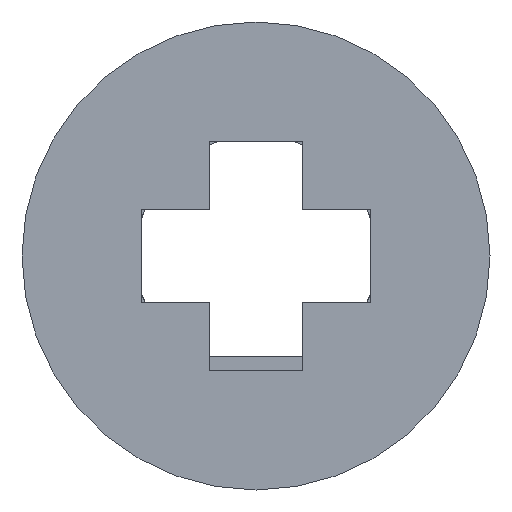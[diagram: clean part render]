
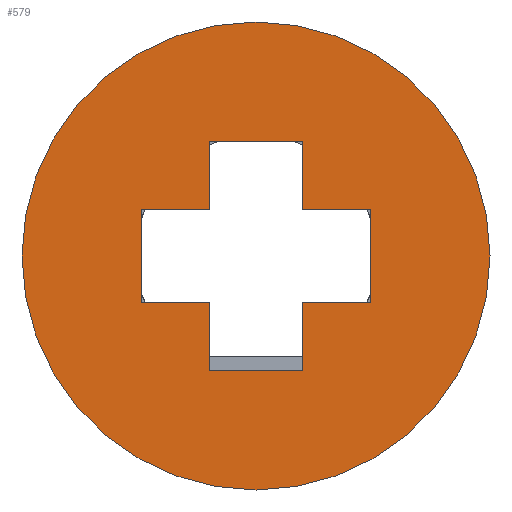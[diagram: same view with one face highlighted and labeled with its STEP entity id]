
A CAD part, front view. The second image highlights one B-rep face of the part: STEP entity #579.
In plain terms, the highlighted planar face has unit normal (0, -1, 0).
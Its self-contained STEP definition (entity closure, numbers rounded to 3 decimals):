
#18 = EDGE_LOOP ( 'NONE', ( #1005, #574 ) ) ;
#20 = CARTESIAN_POINT ( 'NONE',  ( -2.45, -13., 1. ) ) ;
#30 = EDGE_CURVE ( 'NONE', #420, #404, #158, .T. ) ;
#32 = EDGE_CURVE ( 'NONE', #632, #666, #567, .T. ) ;
#36 = DIRECTION ( 'NONE',  ( -1., 0., 0. ) ) ;
#41 = CARTESIAN_POINT ( 'NONE',  ( -1., -13., 2.45 ) ) ;
#53 = CARTESIAN_POINT ( 'NONE',  ( 1., -13., -2.45 ) ) ;
#54 = AXIS2_PLACEMENT_3D ( 'NONE', #147, #238, #786 ) ;
#55 = VECTOR ( 'NONE', #984, 1000. ) ;
#56 = VERTEX_POINT ( 'NONE', #332 ) ;
#74 = CARTESIAN_POINT ( 'NONE',  ( -2.45, -13., -1. ) ) ;
#88 = ORIENTED_EDGE ( 'NONE', *, *, #32, .F. ) ;
#89 = CARTESIAN_POINT ( 'NONE',  ( -2.45, -13., 1. ) ) ;
#97 = DIRECTION ( 'NONE',  ( 0., 0., -1. ) ) ;
#106 = CIRCLE ( 'NONE', #821, 5. ) ;
#114 = VECTOR ( 'NONE', #156, 1000. ) ;
#115 = VERTEX_POINT ( 'NONE', #356 ) ;
#134 = VERTEX_POINT ( 'NONE', #177 ) ;
#137 = FACE_BOUND ( 'NONE', #551, .T. ) ;
#147 = CARTESIAN_POINT ( 'NONE',  ( 0., -13., 0. ) ) ;
#148 = CARTESIAN_POINT ( 'NONE',  ( 1., -13., -1. ) ) ;
#153 = DIRECTION ( 'NONE',  ( 1., 0., 0. ) ) ;
#156 = DIRECTION ( 'NONE',  ( 0., 0., 1. ) ) ;
#158 = LINE ( 'NONE', #938, #716 ) ;
#163 = EDGE_CURVE ( 'NONE', #404, #56, #876, .T. ) ;
#173 = DIRECTION ( 'NONE',  ( -1., 0., 0. ) ) ;
#177 = CARTESIAN_POINT ( 'NONE',  ( 2.45, -13., -1. ) ) ;
#186 = VECTOR ( 'NONE', #1022, 1000. ) ;
#192 = CARTESIAN_POINT ( 'NONE',  ( -2.45, -13., -1. ) ) ;
#200 = DIRECTION ( 'NONE',  ( 0., 0., -1. ) ) ;
#203 = CARTESIAN_POINT ( 'NONE',  ( -1., -13., 2.45 ) ) ;
#234 = VECTOR ( 'NONE', #648, 1000. ) ;
#238 = DIRECTION ( 'NONE',  ( 0., 1., 0. ) ) ;
#244 = EDGE_CURVE ( 'NONE', #666, #115, #477, .T. ) ;
#246 = DIRECTION ( 'NONE',  ( 1., 0., 0. ) ) ;
#248 = LINE ( 'NONE', #89, #346 ) ;
#256 = CARTESIAN_POINT ( 'NONE',  ( 0., -13., -5. ) ) ;
#284 = ORIENTED_EDGE ( 'NONE', *, *, #30, .F. ) ;
#291 = CARTESIAN_POINT ( 'NONE',  ( 0., -13., 5. ) ) ;
#298 = DIRECTION ( 'NONE',  ( -1., 0., 0. ) ) ;
#301 = CARTESIAN_POINT ( 'NONE',  ( -2.45, -13., 1. ) ) ;
#309 = VERTEX_POINT ( 'NONE', #937 ) ;
#332 = CARTESIAN_POINT ( 'NONE',  ( 1., -13., -1. ) ) ;
#333 = VERTEX_POINT ( 'NONE', #20 ) ;
#336 = VECTOR ( 'NONE', #541, 1000. ) ;
#346 = VECTOR ( 'NONE', #97, 1000. ) ;
#350 = CARTESIAN_POINT ( 'NONE',  ( -1., -13., -1. ) ) ;
#355 = CARTESIAN_POINT ( 'NONE',  ( 0., -13., 0. ) ) ;
#356 = CARTESIAN_POINT ( 'NONE',  ( 1., -13., 2.45 ) ) ;
#367 = DIRECTION ( 'NONE',  ( 0., 0., 1. ) ) ;
#370 = ORIENTED_EDGE ( 'NONE', *, *, #163, .F. ) ;
#383 = AXIS2_PLACEMENT_3D ( 'NONE', #949, #885, #388 ) ;
#386 = LINE ( 'NONE', #772, #336 ) ;
#388 = DIRECTION ( 'NONE',  ( 0., 0., 1. ) ) ;
#392 = EDGE_CURVE ( 'NONE', #633, #931, #833, .T. ) ;
#397 = CARTESIAN_POINT ( 'NONE',  ( 1., -13., -1. ) ) ;
#404 = VERTEX_POINT ( 'NONE', #53 ) ;
#412 = CARTESIAN_POINT ( 'NONE',  ( 2.45, -13., 1. ) ) ;
#420 = VERTEX_POINT ( 'NONE', #559 ) ;
#428 = VECTOR ( 'NONE', #153, 1000. ) ;
#447 = LINE ( 'NONE', #41, #507 ) ;
#448 = VECTOR ( 'NONE', #173, 1000. ) ;
#477 = LINE ( 'NONE', #715, #114 ) ;
#495 = EDGE_CURVE ( 'NONE', #513, #333, #934, .T. ) ;
#507 = VECTOR ( 'NONE', #36, 1000. ) ;
#513 = VERTEX_POINT ( 'NONE', #869 ) ;
#519 = LINE ( 'NONE', #192, #55 ) ;
#529 = ORIENTED_EDGE ( 'NONE', *, *, #985, .F. ) ;
#531 = EDGE_CURVE ( 'NONE', #134, #632, #386, .T. ) ;
#541 = DIRECTION ( 'NONE',  ( 0., 0., 1. ) ) ;
#551 = EDGE_LOOP ( 'NONE', ( #991, #370, #284, #917, #578, #529, #852, #872, #838, #982, #88, #843 ) ) ;
#552 = LINE ( 'NONE', #397, #428 ) ;
#558 = CARTESIAN_POINT ( 'NONE',  ( -1., -13., -1. ) ) ;
#559 = CARTESIAN_POINT ( 'NONE',  ( -1., -13., -2.45 ) ) ;
#564 = CARTESIAN_POINT ( 'NONE',  ( 1., -13., 1. ) ) ;
#567 = LINE ( 'NONE', #882, #448 ) ;
#574 = ORIENTED_EDGE ( 'NONE', *, *, #392, .F. ) ;
#578 = ORIENTED_EDGE ( 'NONE', *, *, #736, .F. ) ;
#579 = ADVANCED_FACE ( 'NONE', ( #137, #948 ), #861, .F. ) ;
#623 = VECTOR ( 'NONE', #298, 1000. ) ;
#632 = VERTEX_POINT ( 'NONE', #412 ) ;
#633 = VERTEX_POINT ( 'NONE', #256 ) ;
#648 = DIRECTION ( 'NONE',  ( 0., 0., -1. ) ) ;
#666 = VERTEX_POINT ( 'NONE', #564 ) ;
#675 = EDGE_CURVE ( 'NONE', #809, #420, #975, .T. ) ;
#715 = CARTESIAN_POINT ( 'NONE',  ( 1., -13., 2.45 ) ) ;
#716 = VECTOR ( 'NONE', #246, 1000. ) ;
#736 = EDGE_CURVE ( 'NONE', #903, #809, #519, .T. ) ;
#745 = EDGE_CURVE ( 'NONE', #931, #633, #106, .T. ) ;
#758 = EDGE_CURVE ( 'NONE', #115, #309, #447, .T. ) ;
#772 = CARTESIAN_POINT ( 'NONE',  ( 2.45, -13., 1. ) ) ;
#786 = DIRECTION ( 'NONE',  ( 0., 0., 1. ) ) ;
#809 = VERTEX_POINT ( 'NONE', #350 ) ;
#815 = EDGE_CURVE ( 'NONE', #309, #513, #914, .T. ) ;
#821 = AXIS2_PLACEMENT_3D ( 'NONE', #355, #905, #367 ) ;
#833 = CIRCLE ( 'NONE', #383, 5. ) ;
#838 = ORIENTED_EDGE ( 'NONE', *, *, #758, .F. ) ;
#843 = ORIENTED_EDGE ( 'NONE', *, *, #531, .F. ) ;
#852 = ORIENTED_EDGE ( 'NONE', *, *, #495, .F. ) ;
#861 = PLANE ( 'NONE',  #54 ) ;
#869 = CARTESIAN_POINT ( 'NONE',  ( -1., -13., 1. ) ) ;
#872 = ORIENTED_EDGE ( 'NONE', *, *, #815, .F. ) ;
#876 = LINE ( 'NONE', #148, #186 ) ;
#882 = CARTESIAN_POINT ( 'NONE',  ( 1., -13., 1. ) ) ;
#885 = DIRECTION ( 'NONE',  ( 0., 1., 0. ) ) ;
#893 = VECTOR ( 'NONE', #200, 1000. ) ;
#903 = VERTEX_POINT ( 'NONE', #74 ) ;
#905 = DIRECTION ( 'NONE',  ( 0., 1., 0. ) ) ;
#906 = EDGE_CURVE ( 'NONE', #56, #134, #552, .T. ) ;
#914 = LINE ( 'NONE', #203, #893 ) ;
#917 = ORIENTED_EDGE ( 'NONE', *, *, #675, .F. ) ;
#931 = VERTEX_POINT ( 'NONE', #291 ) ;
#934 = LINE ( 'NONE', #301, #623 ) ;
#937 = CARTESIAN_POINT ( 'NONE',  ( -1., -13., 2.45 ) ) ;
#938 = CARTESIAN_POINT ( 'NONE',  ( -1., -13., -2.45 ) ) ;
#948 = FACE_OUTER_BOUND ( 'NONE', #18, .T. ) ;
#949 = CARTESIAN_POINT ( 'NONE',  ( 0., -13., 0. ) ) ;
#975 = LINE ( 'NONE', #558, #234 ) ;
#982 = ORIENTED_EDGE ( 'NONE', *, *, #244, .F. ) ;
#984 = DIRECTION ( 'NONE',  ( 1., 0., 0. ) ) ;
#985 = EDGE_CURVE ( 'NONE', #333, #903, #248, .T. ) ;
#991 = ORIENTED_EDGE ( 'NONE', *, *, #906, .F. ) ;
#1005 = ORIENTED_EDGE ( 'NONE', *, *, #745, .F. ) ;
#1022 = DIRECTION ( 'NONE',  ( 0., 0., 1. ) ) ;
